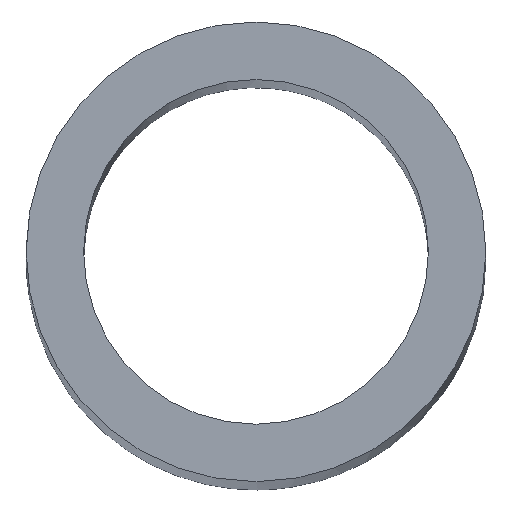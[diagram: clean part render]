
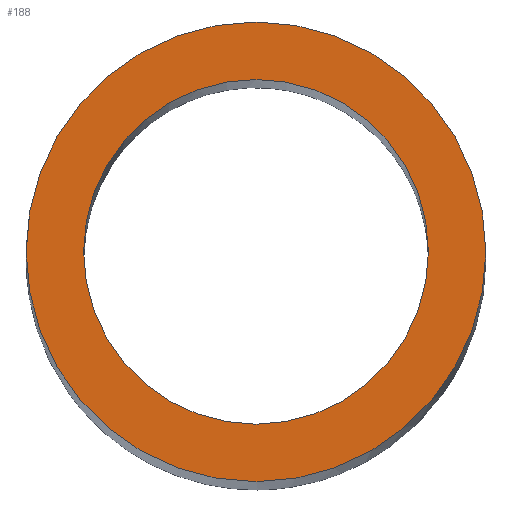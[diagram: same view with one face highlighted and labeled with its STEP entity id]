
A CAD part, top view. The second image highlights one B-rep face of the part: STEP entity #188.
In plain terms, the highlighted planar face has unit normal (0, 0, 1).
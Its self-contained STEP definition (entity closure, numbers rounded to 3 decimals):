
#51=FACE_BOUND('',#64,.T.);
#52=FACE_OUTER_BOUND('',#63,.T.);
#63=EDGE_LOOP('',(#128));
#64=EDGE_LOOP('',(#129));
#75=CIRCLE('',#214,8.);
#76=CIRCLE('',#215,6.);
#82=VERTEX_POINT('',#273);
#83=VERTEX_POINT('',#275);
#100=EDGE_CURVE('',#82,#82,#75,.T.);
#101=EDGE_CURVE('',#83,#83,#76,.T.);
#128=ORIENTED_EDGE('',*,*,#100,.T.);
#129=ORIENTED_EDGE('',*,*,#101,.T.);
#184=PLANE('',#213);
#188=ADVANCED_FACE('',(#52,#51),#184,.F.);
#213=AXIS2_PLACEMENT_3D('',#272,#231,#232);
#214=AXIS2_PLACEMENT_3D('',#274,#233,#234);
#215=AXIS2_PLACEMENT_3D('',#276,#235,#236);
#231=DIRECTION('center_axis',(0.,0.,-1.));
#232=DIRECTION('ref_axis',(1.,0.,0.));
#233=DIRECTION('center_axis',(0.,0.,1.));
#234=DIRECTION('ref_axis',(1.,0.,0.));
#235=DIRECTION('center_axis',(0.,0.,-1.));
#236=DIRECTION('ref_axis',(1.,0.,0.));
#272=CARTESIAN_POINT('Origin',(-108.,0.,33.));
#273=CARTESIAN_POINT('',(-105.049,0.,33.));
#274=CARTESIAN_POINT('Origin',(-97.049,0.,
33.));
#275=CARTESIAN_POINT('',(-103.049,0.,33.));
#276=CARTESIAN_POINT('Origin',(-97.049,0.,
33.));
